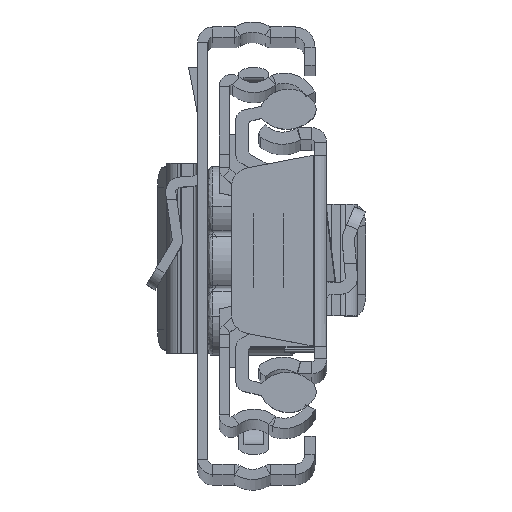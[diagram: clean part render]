
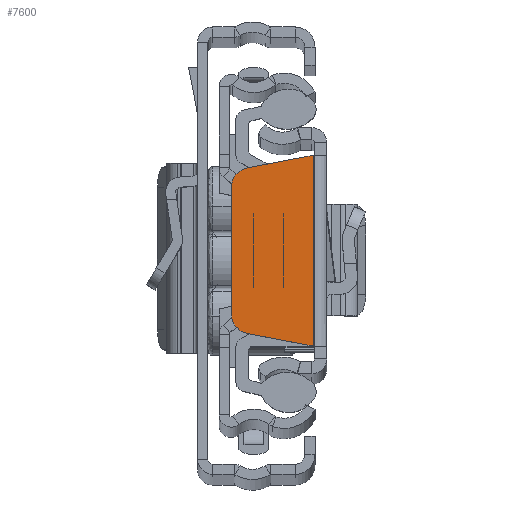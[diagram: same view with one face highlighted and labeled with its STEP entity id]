
A CAD part, top view. The second image highlights one B-rep face of the part: STEP entity #7600.
In plain terms, the highlighted planar face has unit normal (0, 0, 1).
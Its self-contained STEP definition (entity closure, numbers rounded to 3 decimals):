
#862 = EDGE_CURVE ( 'NONE', #11500, #15067, #11327, .T. ) ;
#935 = ORIENTED_EDGE ( 'NONE', *, *, #862, .F. ) ;
#2041 = VECTOR ( 'NONE', #12811, 1000. ) ;
#2321 = DIRECTION ( 'NONE',  ( -1., 0., 0. ) ) ;
#2596 = AXIS2_PLACEMENT_3D ( 'NONE', #4174, #14461, #20902 ) ;
#2863 = DIRECTION ( 'NONE',  ( 0., -1., 0. ) ) ;
#3248 = CARTESIAN_POINT ( 'NONE',  ( -1.786, -9.298, 0. ) ) ;
#3704 = DIRECTION ( 'NONE',  ( -1., 0., 0. ) ) ;
#3955 = PLANE ( 'NONE',  #18591 ) ;
#4174 = CARTESIAN_POINT ( 'NONE',  ( -7.401, 6.183, 0. ) ) ;
#4594 = VECTOR ( 'NONE', #6060, 1000. ) ;
#4770 = LINE ( 'NONE', #14420, #4594 ) ;
#5571 = EDGE_CURVE ( 'NONE', #20051, #11264, #12945, .T. ) ;
#6060 = DIRECTION ( 'NONE',  ( -0.982, -0.189, 0. ) ) ;
#6075 = ORIENTED_EDGE ( 'NONE', *, *, #5571, .T. ) ;
#6932 = EDGE_CURVE ( 'NONE', #11500, #19485, #4770, .T. ) ;
#7600 = ADVANCED_FACE ( 'NONE', ( #18857 ), #3955, .F. ) ;
#7713 = CARTESIAN_POINT ( 'NONE',  ( -7.778, -8.147, 0. ) ) ;
#8317 = AXIS2_PLACEMENT_3D ( 'NONE', #18707, #13351, #3704 ) ;
#8783 = CARTESIAN_POINT ( 'NONE',  ( -9.401, -6.183, 0. ) ) ;
#8789 = CARTESIAN_POINT ( 'NONE',  ( -9.401, 6.183, 0. ) ) ;
#9366 = VECTOR ( 'NONE', #2863, 1000. ) ;
#9746 = EDGE_CURVE ( 'NONE', #17398, #15067, #14856, .T. ) ;
#9761 = ORIENTED_EDGE ( 'NONE', *, *, #6932, .T. ) ;
#10563 = CARTESIAN_POINT ( 'NONE',  ( 0., 0., 0. ) ) ;
#11264 = VERTEX_POINT ( 'NONE', #8783 ) ;
#11327 = LINE ( 'NONE', #16664, #12014 ) ;
#11500 = VERTEX_POINT ( 'NONE', #11584 ) ;
#11584 = CARTESIAN_POINT ( 'NONE',  ( -1.36, 9.379, 0. ) ) ;
#11952 = CIRCLE ( 'NONE', #2596, 2. ) ;
#12014 = VECTOR ( 'NONE', #19607, 1000. ) ;
#12428 = CARTESIAN_POINT ( 'NONE',  ( -7.778, 8.147, 0. ) ) ;
#12811 = DIRECTION ( 'NONE',  ( 0.982, -0.189, 0. ) ) ;
#12945 = LINE ( 'NONE', #21002, #9366 ) ;
#13138 = CARTESIAN_POINT ( 'NONE',  ( -1.36, -9.379, 0. ) ) ;
#13351 = DIRECTION ( 'NONE',  ( 0., 0., 1. ) ) ;
#14420 = CARTESIAN_POINT ( 'NONE',  ( -1.786, 9.298, 0. ) ) ;
#14461 = DIRECTION ( 'NONE',  ( 0., 0., 1. ) ) ;
#14856 = LINE ( 'NONE', #3248, #2041 ) ;
#14913 = CIRCLE ( 'NONE', #8317, 2. ) ;
#15067 = VERTEX_POINT ( 'NONE', #13138 ) ;
#16664 = CARTESIAN_POINT ( 'NONE',  ( -1.36, -9.379, 0. ) ) ;
#17030 = EDGE_CURVE ( 'NONE', #19485, #20051, #11952, .T. ) ;
#17208 = DIRECTION ( 'NONE',  ( 0., 0., -1. ) ) ;
#17398 = VERTEX_POINT ( 'NONE', #7713 ) ;
#18591 = AXIS2_PLACEMENT_3D ( 'NONE', #10563, #17208, #2321 ) ;
#18707 = CARTESIAN_POINT ( 'NONE',  ( -7.401, -6.183, 0. ) ) ;
#18857 = FACE_OUTER_BOUND ( 'NONE', #20079, .T. ) ;
#19485 = VERTEX_POINT ( 'NONE', #12428 ) ;
#19607 = DIRECTION ( 'NONE',  ( 0., -1., 0. ) ) ;
#20051 = VERTEX_POINT ( 'NONE', #8789 ) ;
#20079 = EDGE_LOOP ( 'NONE', ( #6075, #20553, #20712, #935, #9761, #20730 ) ) ;
#20553 = ORIENTED_EDGE ( 'NONE', *, *, #21094, .T. ) ;
#20712 = ORIENTED_EDGE ( 'NONE', *, *, #9746, .T. ) ;
#20730 = ORIENTED_EDGE ( 'NONE', *, *, #17030, .T. ) ;
#20902 = DIRECTION ( 'NONE',  ( -1., 0., 0. ) ) ;
#21002 = CARTESIAN_POINT ( 'NONE',  ( -9.401, 0., 0. ) ) ;
#21094 = EDGE_CURVE ( 'NONE', #11264, #17398, #14913, .T. ) ;
